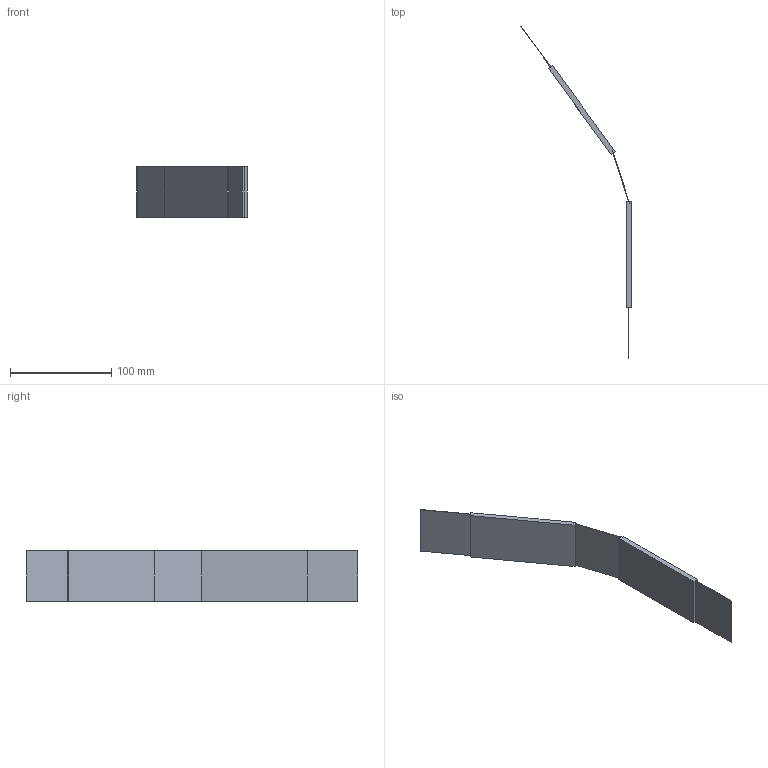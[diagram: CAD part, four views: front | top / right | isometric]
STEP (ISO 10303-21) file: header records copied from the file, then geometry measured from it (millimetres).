
FILE_DESCRIPTION (( 'STEP AP214' ), '1' );
FILE_NAME ('FlexureAss.STEP', '2024-11-25T11:44:09', ( '' ), ( '' ), 'SwSTEP 2.0', 'SolidWorks 2024', '' );
FILE_SCHEMA (( 'AUTOMOTIVE_DESIGN' ));
Length unit declared in the file: millimetre
Products named in the file (4): FlexureAss; Flexure; Part3^Flexure ass; Body
Assembly tree (6 placements, depth 2):
  FlexureAss
    Flexure  x3
    Body  x2
    Part3^Flexure ass
Bounding box: 109.22 x 328.07 x 50 mm (x, y, z)
Volume: 55580 mm3; surface area: 39823.2 mm2
Topology: 7 solids, 7 shells, 42 faces, 84 edges, 56 vertices
Faces by surface type: plane 42
Entity records: 766 total; most frequent: DIRECTION 114, CARTESIAN_POINT 113, ORIENTED_EDGE 96, VECTOR 48, EDGE_CURVE 48, LINE 48, AXIS2_PLACEMENT_3D 33, VERTEX_POINT 32
